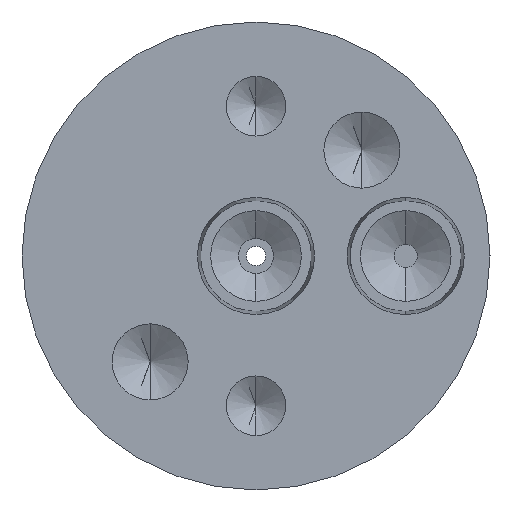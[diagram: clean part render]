
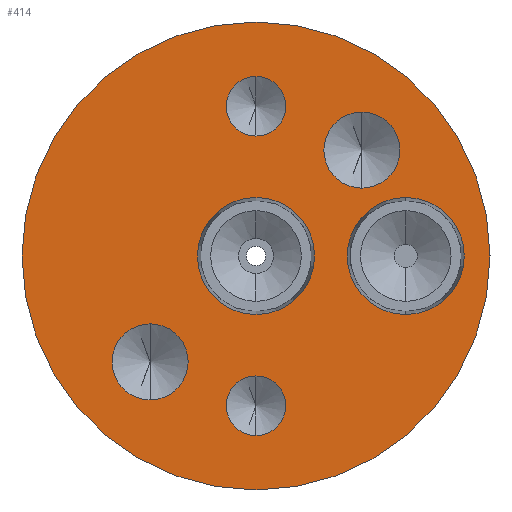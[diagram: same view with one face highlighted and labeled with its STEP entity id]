
A CAD part, front view. The second image highlights one B-rep face of the part: STEP entity #414.
In plain terms, the highlighted planar face has unit normal (0, -1, 0).
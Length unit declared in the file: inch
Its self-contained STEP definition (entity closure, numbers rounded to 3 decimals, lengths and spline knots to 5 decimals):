
#1 = DIRECTION ( 'NONE',  ( 0., -1., 0. ) ) ;
#19 = AXIS2_PLACEMENT_3D ( 'NONE', #1455, #2682, #2109 ) ;
#24 = AXIS2_PLACEMENT_3D ( 'NONE', #1250, #1538, #1867 ) ;
#42 = CARTESIAN_POINT ( 'NONE',  ( -0.28284, -0.5, -0.28284 ) ) ;
#56 = EDGE_LOOP ( 'NONE', ( #3277, #3592 ) ) ;
#66 = EDGE_LOOP ( 'NONE', ( #3151, #1255 ) ) ;
#96 = CARTESIAN_POINT ( 'NONE',  ( 0., -0.5, -0.625 ) ) ;
#156 = DIRECTION ( 'NONE',  ( 0., -1., 0. ) ) ;
#168 = CIRCLE ( 'NONE', #3500, 0.15625 ) ;
#174 = EDGE_LOOP ( 'NONE', ( #1383, #1314 ) ) ;
#203 = DIRECTION ( 'NONE',  ( 0., 0., -1. ) ) ;
#212 = DIRECTION ( 'NONE',  ( 0., -1., 0. ) ) ;
#215 = CARTESIAN_POINT ( 'NONE',  ( 0., -0.5, 0.3205 ) ) ;
#259 = PLANE ( 'NONE',  #561 ) ;
#306 = CIRCLE ( 'NONE', #1759, 0.0795 ) ;
#313 = DIRECTION ( 'NONE',  ( 0., 0., 1. ) ) ;
#328 = CIRCLE ( 'NONE', #19, 0.15625 ) ;
#331 = DIRECTION ( 'NONE',  ( 0., -1., 0. ) ) ;
#338 = EDGE_LOOP ( 'NONE', ( #3049, #1161 ) ) ;
#344 = CARTESIAN_POINT ( 'NONE',  ( 0., -0.5, -0.4795 ) ) ;
#367 = CARTESIAN_POINT ( 'NONE',  ( -0.625, -0.5, 0. ) ) ;
#371 = ORIENTED_EDGE ( 'NONE', *, *, #2822, .F. ) ;
#393 = CIRCLE ( 'NONE', #1342, 0.0795 ) ;
#414 = ADVANCED_FACE ( 'NONE', ( #2481, #2681, #2355, #1496, #1210, #1983, #3428 ), #259, .T. ) ;
#416 = VERTEX_POINT ( 'NONE', #1695 ) ;
#473 = CARTESIAN_POINT ( 'NONE',  ( 0., -0.5, 0.4 ) ) ;
#531 = CIRCLE ( 'NONE', #2470, 0.10156 ) ;
#540 = DIRECTION ( 'NONE',  ( 0., -1., 0. ) ) ;
#542 = DIRECTION ( 'NONE',  ( 0., 1., 0. ) ) ;
#561 = AXIS2_PLACEMENT_3D ( 'NONE', #367, #3528, #3554 ) ;
#629 = DIRECTION ( 'NONE',  ( 0., 0., -1. ) ) ;
#655 = CARTESIAN_POINT ( 'NONE',  ( 0., -0.5, -0.4 ) ) ;
#656 = VERTEX_POINT ( 'NONE', #344 ) ;
#662 = VERTEX_POINT ( 'NONE', #1206 ) ;
#689 = CARTESIAN_POINT ( 'NONE',  ( -0.28284, -0.5, -0.38441 ) ) ;
#753 = CARTESIAN_POINT ( 'NONE',  ( 0.4, -0.5, 0. ) ) ;
#808 = EDGE_CURVE ( 'NONE', #1294, #1017, #2698, .T. ) ;
#810 = EDGE_CURVE ( 'NONE', #3203, #970, #328, .T. ) ;
#812 = CIRCLE ( 'NONE', #1039, 0.625 ) ;
#823 = AXIS2_PLACEMENT_3D ( 'NONE', #655, #156, #3287 ) ;
#922 = ORIENTED_EDGE ( 'NONE', *, *, #3149, .F. ) ;
#932 = CARTESIAN_POINT ( 'NONE',  ( 0., -0.5, 0.4795 ) ) ;
#933 = AXIS2_PLACEMENT_3D ( 'NONE', #1384, #1111, #1732 ) ;
#950 = CARTESIAN_POINT ( 'NONE',  ( 0.28284, -0.5, 0.38441 ) ) ;
#963 = AXIS2_PLACEMENT_3D ( 'NONE', #753, #2785, #3393 ) ;
#970 = VERTEX_POINT ( 'NONE', #3236 ) ;
#988 = EDGE_LOOP ( 'NONE', ( #3523, #2012 ) ) ;
#1003 = EDGE_CURVE ( 'NONE', #656, #3073, #1534, .T. ) ;
#1017 = VERTEX_POINT ( 'NONE', #950 ) ;
#1032 = EDGE_CURVE ( 'NONE', #1819, #662, #2935, .T. ) ;
#1039 = AXIS2_PLACEMENT_3D ( 'NONE', #1067, #2223, #3031 ) ;
#1067 = CARTESIAN_POINT ( 'NONE',  ( 0., -0.5, 0. ) ) ;
#1111 = DIRECTION ( 'NONE',  ( 0., -1., 0. ) ) ;
#1155 = DIRECTION ( 'NONE',  ( 0., 0., -1. ) ) ;
#1161 = ORIENTED_EDGE ( 'NONE', *, *, #1182, .F. ) ;
#1171 = CIRCLE ( 'NONE', #3546, 0.10156 ) ;
#1182 = EDGE_CURVE ( 'NONE', #662, #1819, #1171, .T. ) ;
#1206 = CARTESIAN_POINT ( 'NONE',  ( -0.28284, -0.5, -0.18128 ) ) ;
#1210 = FACE_BOUND ( 'NONE', #2541, .T. ) ;
#1215 = EDGE_CURVE ( 'NONE', #1951, #3371, #3187, .T. ) ;
#1250 = CARTESIAN_POINT ( 'NONE',  ( -0.28284, -0.5, -0.28284 ) ) ;
#1255 = ORIENTED_EDGE ( 'NONE', *, *, #810, .F. ) ;
#1294 = VERTEX_POINT ( 'NONE', #3610 ) ;
#1314 = ORIENTED_EDGE ( 'NONE', *, *, #3101, .F. ) ;
#1342 = AXIS2_PLACEMENT_3D ( 'NONE', #1608, #212, #1940 ) ;
#1383 = ORIENTED_EDGE ( 'NONE', *, *, #808, .F. ) ;
#1384 = CARTESIAN_POINT ( 'NONE',  ( 0.28284, -0.5, 0.28284 ) ) ;
#1391 = EDGE_CURVE ( 'NONE', #3073, #656, #393, .T. ) ;
#1396 = CARTESIAN_POINT ( 'NONE',  ( 0., -0.5, 0. ) ) ;
#1399 = CARTESIAN_POINT ( 'NONE',  ( 0., -0.5, 0. ) ) ;
#1455 = CARTESIAN_POINT ( 'NONE',  ( 0.4, -0.5, 0. ) ) ;
#1496 = FACE_BOUND ( 'NONE', #988, .T. ) ;
#1534 = CIRCLE ( 'NONE', #823, 0.0795 ) ;
#1538 = DIRECTION ( 'NONE',  ( 0., -1., 0. ) ) ;
#1608 = CARTESIAN_POINT ( 'NONE',  ( 0., -0.5, -0.4 ) ) ;
#1695 = CARTESIAN_POINT ( 'NONE',  ( 0., -0.5, 0.625 ) ) ;
#1718 = VERTEX_POINT ( 'NONE', #96 ) ;
#1731 = DIRECTION ( 'NONE',  ( 0., 0., -1. ) ) ;
#1732 = DIRECTION ( 'NONE',  ( 0., 0., -1. ) ) ;
#1754 = DIRECTION ( 'NONE',  ( 0., -1., 0. ) ) ;
#1759 = AXIS2_PLACEMENT_3D ( 'NONE', #473, #2803, #203 ) ;
#1818 = VERTEX_POINT ( 'NONE', #2129 ) ;
#1819 = VERTEX_POINT ( 'NONE', #689 ) ;
#1867 = DIRECTION ( 'NONE',  ( 0., 0., -1. ) ) ;
#1940 = DIRECTION ( 'NONE',  ( 0., 0., -1. ) ) ;
#1951 = VERTEX_POINT ( 'NONE', #932 ) ;
#1983 = FACE_BOUND ( 'NONE', #66, .T. ) ;
#1988 = CIRCLE ( 'NONE', #2836, 0.625 ) ;
#2012 = ORIENTED_EDGE ( 'NONE', *, *, #1391, .F. ) ;
#2037 = CARTESIAN_POINT ( 'NONE',  ( 0., -0.5, 0.15625 ) ) ;
#2039 = DIRECTION ( 'NONE',  ( 0., 0., -1. ) ) ;
#2041 = DIRECTION ( 'NONE',  ( 0., 0., -1. ) ) ;
#2109 = DIRECTION ( 'NONE',  ( 0., 0., -1. ) ) ;
#2128 = EDGE_LOOP ( 'NONE', ( #371, #3089 ) ) ;
#2129 = CARTESIAN_POINT ( 'NONE',  ( 0., -0.5, -0.15625 ) ) ;
#2223 = DIRECTION ( 'NONE',  ( 0., 1., 0. ) ) ;
#2269 = CARTESIAN_POINT ( 'NONE',  ( 0., -0.5, -0.3205 ) ) ;
#2355 = FACE_BOUND ( 'NONE', #56, .T. ) ;
#2398 = VERTEX_POINT ( 'NONE', #2037 ) ;
#2470 = AXIS2_PLACEMENT_3D ( 'NONE', #3672, #1754, #2041 ) ;
#2481 = FACE_BOUND ( 'NONE', #174, .T. ) ;
#2541 = EDGE_LOOP ( 'NONE', ( #922, #2969 ) ) ;
#2546 = EDGE_CURVE ( 'NONE', #970, #3203, #2619, .T. ) ;
#2592 = EDGE_CURVE ( 'NONE', #3371, #1951, #306, .T. ) ;
#2619 = CIRCLE ( 'NONE', #963, 0.15625 ) ;
#2625 = AXIS2_PLACEMENT_3D ( 'NONE', #1396, #540, #1155 ) ;
#2681 = FACE_BOUND ( 'NONE', #338, .T. ) ;
#2682 = DIRECTION ( 'NONE',  ( 0., -1., 0. ) ) ;
#2698 = CIRCLE ( 'NONE', #933, 0.10156 ) ;
#2785 = DIRECTION ( 'NONE',  ( 0., -1., 0. ) ) ;
#2803 = DIRECTION ( 'NONE',  ( 0., -1., 0. ) ) ;
#2822 = EDGE_CURVE ( 'NONE', #416, #1718, #812, .T. ) ;
#2836 = AXIS2_PLACEMENT_3D ( 'NONE', #3518, #542, #313 ) ;
#2926 = DIRECTION ( 'NONE',  ( 0., -1., 0. ) ) ;
#2935 = CIRCLE ( 'NONE', #24, 0.10156 ) ;
#2969 = ORIENTED_EDGE ( 'NONE', *, *, #2985, .F. ) ;
#2985 = EDGE_CURVE ( 'NONE', #2398, #1818, #3414, .T. ) ;
#3031 = DIRECTION ( 'NONE',  ( 0., 0., 1. ) ) ;
#3049 = ORIENTED_EDGE ( 'NONE', *, *, #1032, .F. ) ;
#3073 = VERTEX_POINT ( 'NONE', #2269 ) ;
#3089 = ORIENTED_EDGE ( 'NONE', *, *, #3127, .F. ) ;
#3101 = EDGE_CURVE ( 'NONE', #1017, #1294, #531, .T. ) ;
#3127 = EDGE_CURVE ( 'NONE', #1718, #416, #1988, .T. ) ;
#3149 = EDGE_CURVE ( 'NONE', #1818, #2398, #168, .T. ) ;
#3151 = ORIENTED_EDGE ( 'NONE', *, *, #2546, .F. ) ;
#3187 = CIRCLE ( 'NONE', #3360, 0.0795 ) ;
#3203 = VERTEX_POINT ( 'NONE', #3234 ) ;
#3234 = CARTESIAN_POINT ( 'NONE',  ( 0.4, -0.5, 0.15625 ) ) ;
#3236 = CARTESIAN_POINT ( 'NONE',  ( 0.4, -0.5, -0.15625 ) ) ;
#3277 = ORIENTED_EDGE ( 'NONE', *, *, #2592, .F. ) ;
#3287 = DIRECTION ( 'NONE',  ( 0., 0., -1. ) ) ;
#3360 = AXIS2_PLACEMENT_3D ( 'NONE', #3514, #2926, #629 ) ;
#3371 = VERTEX_POINT ( 'NONE', #215 ) ;
#3393 = DIRECTION ( 'NONE',  ( 0., 0., -1. ) ) ;
#3414 = CIRCLE ( 'NONE', #2625, 0.15625 ) ;
#3428 = FACE_OUTER_BOUND ( 'NONE', #2128, .T. ) ;
#3500 = AXIS2_PLACEMENT_3D ( 'NONE', #1399, #1, #1731 ) ;
#3514 = CARTESIAN_POINT ( 'NONE',  ( 0., -0.5, 0.4 ) ) ;
#3518 = CARTESIAN_POINT ( 'NONE',  ( 0., -0.5, 0. ) ) ;
#3523 = ORIENTED_EDGE ( 'NONE', *, *, #1003, .F. ) ;
#3528 = DIRECTION ( 'NONE',  ( 0., -1., 0. ) ) ;
#3546 = AXIS2_PLACEMENT_3D ( 'NONE', #42, #331, #2039 ) ;
#3554 = DIRECTION ( 'NONE',  ( 0., 0., -1. ) ) ;
#3592 = ORIENTED_EDGE ( 'NONE', *, *, #1215, .F. ) ;
#3610 = CARTESIAN_POINT ( 'NONE',  ( 0.28284, -0.5, 0.18128 ) ) ;
#3672 = CARTESIAN_POINT ( 'NONE',  ( 0.28284, -0.5, 0.28284 ) ) ;
